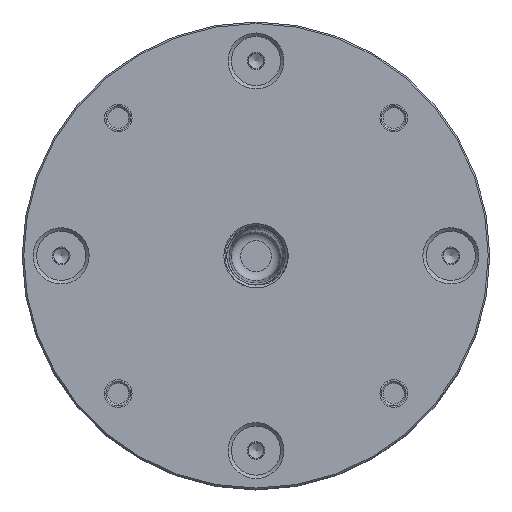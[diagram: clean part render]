
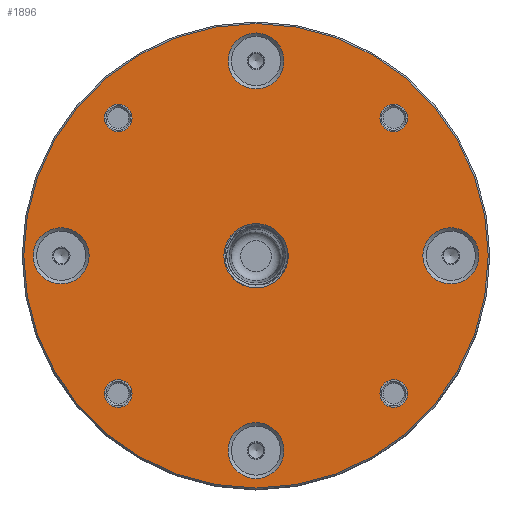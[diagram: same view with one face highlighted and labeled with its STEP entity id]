
A CAD part, top view. The second image highlights one B-rep face of the part: STEP entity #1896.
In plain terms, the highlighted planar face has unit normal (0, 0, 1).
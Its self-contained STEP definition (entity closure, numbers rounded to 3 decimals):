
#1405=PLANE('',#8021);
#1896=ADVANCED_FACE('',(#2438,#2439,#2440,#2441,#2442,#2443,#2444,#2445,
#2446,#2447),#1405,.T.);
#2438=FACE_BOUND('',#3208,.T.);
#2439=FACE_BOUND('',#3209,.T.);
#2440=FACE_BOUND('',#3210,.T.);
#2441=FACE_BOUND('',#3211,.T.);
#2442=FACE_BOUND('',#3212,.T.);
#2443=FACE_BOUND('',#3213,.T.);
#2444=FACE_BOUND('',#3214,.T.);
#2445=FACE_BOUND('',#3215,.T.);
#2446=FACE_BOUND('',#3216,.T.);
#2447=FACE_BOUND('',#3217,.T.);
#3208=EDGE_LOOP('',(#4880,#4881));
#3209=EDGE_LOOP('',(#4882));
#3210=EDGE_LOOP('',(#4883));
#3211=EDGE_LOOP('',(#4884));
#3212=EDGE_LOOP('',(#4885));
#3213=EDGE_LOOP('',(#4886));
#3214=EDGE_LOOP('',(#4887));
#3215=EDGE_LOOP('',(#4888));
#3216=EDGE_LOOP('',(#4889));
#3217=EDGE_LOOP('',(#4890));
#4880=ORIENTED_EDGE('',*,*,#6351,.T.);
#4881=ORIENTED_EDGE('',*,*,#6352,.T.);
#4882=ORIENTED_EDGE('',*,*,#6353,.T.);
#4883=ORIENTED_EDGE('',*,*,#6354,.T.);
#4884=ORIENTED_EDGE('',*,*,#6355,.T.);
#4885=ORIENTED_EDGE('',*,*,#6356,.T.);
#4886=ORIENTED_EDGE('',*,*,#6357,.T.);
#4887=ORIENTED_EDGE('',*,*,#6358,.T.);
#4888=ORIENTED_EDGE('',*,*,#6359,.T.);
#4889=ORIENTED_EDGE('',*,*,#6360,.T.);
#4890=ORIENTED_EDGE('',*,*,#6361,.T.);
#5511=VERTEX_POINT('',#12455);
#5512=VERTEX_POINT('',#12456);
#5513=VERTEX_POINT('',#12459);
#5514=VERTEX_POINT('',#12461);
#5515=VERTEX_POINT('',#12463);
#5516=VERTEX_POINT('',#12465);
#5517=VERTEX_POINT('',#12467);
#5518=VERTEX_POINT('',#12469);
#5519=VERTEX_POINT('',#12471);
#5520=VERTEX_POINT('',#12473);
#5521=VERTEX_POINT('',#12475);
#6351=EDGE_CURVE('',#5511,#5512,#6941,.T.);
#6352=EDGE_CURVE('',#5512,#5511,#6942,.T.);
#6353=EDGE_CURVE('',#5513,#5513,#6943,.T.);
#6354=EDGE_CURVE('',#5514,#5514,#6944,.T.);
#6355=EDGE_CURVE('',#5515,#5515,#6945,.T.);
#6356=EDGE_CURVE('',#5516,#5516,#6946,.T.);
#6357=EDGE_CURVE('',#5517,#5517,#6947,.T.);
#6358=EDGE_CURVE('',#5518,#5518,#6948,.T.);
#6359=EDGE_CURVE('',#5519,#5519,#6949,.T.);
#6360=EDGE_CURVE('',#5520,#5520,#6950,.T.);
#6361=EDGE_CURVE('',#5521,#5521,#6951,.T.);
#6941=CIRCLE('',#8010,10.478);
#6942=CIRCLE('',#8011,10.478);
#6943=CIRCLE('',#8012,4.5);
#6944=CIRCLE('',#8013,9.125);
#6945=CIRCLE('',#8014,4.5);
#6946=CIRCLE('',#8015,9.125);
#6947=CIRCLE('',#8016,4.5);
#6948=CIRCLE('',#8017,9.125);
#6949=CIRCLE('',#8018,4.5);
#6950=CIRCLE('',#8019,9.125);
#6951=CIRCLE('',#8020,75.7);
#8010=AXIS2_PLACEMENT_3D('',#12454,#10347,#10348);
#8011=AXIS2_PLACEMENT_3D('',#12457,#10349,#10350);
#8012=AXIS2_PLACEMENT_3D('',#12458,#10351,#10352);
#8013=AXIS2_PLACEMENT_3D('',#12460,#10353,#10354);
#8014=AXIS2_PLACEMENT_3D('',#12462,#10355,#10356);
#8015=AXIS2_PLACEMENT_3D('',#12464,#10357,#10358);
#8016=AXIS2_PLACEMENT_3D('',#12466,#10359,#10360);
#8017=AXIS2_PLACEMENT_3D('',#12468,#10361,#10362);
#8018=AXIS2_PLACEMENT_3D('',#12470,#10363,#10364);
#8019=AXIS2_PLACEMENT_3D('',#12472,#10365,#10366);
#8020=AXIS2_PLACEMENT_3D('',#12474,#10367,#10368);
#8021=AXIS2_PLACEMENT_3D('',#12476,#10369,#10370);
#10347=DIRECTION('',(0.,0.,-1.));
#10348=DIRECTION('',(1.,0.,0.));
#10349=DIRECTION('',(0.,0.,-1.));
#10350=DIRECTION('',(1.,0.,0.));
#10351=DIRECTION('',(0.,0.,-1.));
#10352=DIRECTION('',(-1.,0.,0.));
#10353=DIRECTION('',(0.,0.,-1.));
#10354=DIRECTION('',(-1.,0.,0.));
#10355=DIRECTION('',(0.,0.,-1.));
#10356=DIRECTION('',(-1.,0.,0.));
#10357=DIRECTION('',(0.,0.,-1.));
#10358=DIRECTION('',(-1.,0.,0.));
#10359=DIRECTION('',(0.,0.,-1.));
#10360=DIRECTION('',(-1.,0.,0.));
#10361=DIRECTION('',(0.,0.,-1.));
#10362=DIRECTION('',(-1.,0.,0.));
#10363=DIRECTION('',(0.,0.,-1.));
#10364=DIRECTION('',(-1.,0.,0.));
#10365=DIRECTION('',(0.,0.,-1.));
#10366=DIRECTION('',(-1.,0.,0.));
#10367=DIRECTION('',(0.,0.,1.));
#10368=DIRECTION('',(1.,0.,0.));
#10369=DIRECTION('',(0.,0.,1.));
#10370=DIRECTION('',(1.,0.,0.));
#12454=CARTESIAN_POINT('',(0.,0.,75.8));
#12455=CARTESIAN_POINT('',(3.025,-10.031,75.8));
#12456=CARTESIAN_POINT('',(10.422,1.082,75.8));
#12457=CARTESIAN_POINT('',(0.,0.,75.8));
#12458=CARTESIAN_POINT('',(-44.901,44.901,75.8));
#12459=CARTESIAN_POINT('',(-49.401,44.901,75.8));
#12460=CARTESIAN_POINT('',(0.,63.5,75.8));
#12461=CARTESIAN_POINT('',(-9.125,63.5,75.8));
#12462=CARTESIAN_POINT('',(44.901,44.901,75.8));
#12463=CARTESIAN_POINT('',(40.401,44.901,75.8));
#12464=CARTESIAN_POINT('',(63.5,0.,75.8));
#12465=CARTESIAN_POINT('',(54.375,0.,75.8));
#12466=CARTESIAN_POINT('',(44.901,-44.901,75.8));
#12467=CARTESIAN_POINT('',(40.401,-44.901,75.8));
#12468=CARTESIAN_POINT('',(0.,-63.5,75.8));
#12469=CARTESIAN_POINT('',(-9.125,-63.5,75.8));
#12470=CARTESIAN_POINT('',(-44.901,-44.901,75.8));
#12471=CARTESIAN_POINT('',(-49.401,-44.901,75.8));
#12472=CARTESIAN_POINT('',(-63.5,0.,75.8));
#12473=CARTESIAN_POINT('',(-72.625,0.,75.8));
#12474=CARTESIAN_POINT('',(0.,0.,75.8));
#12475=CARTESIAN_POINT('',(75.7,0.,75.8));
#12476=CARTESIAN_POINT('',(0.,0.,75.8));
